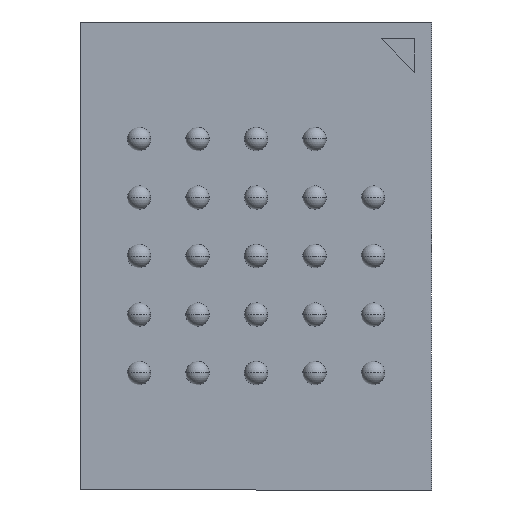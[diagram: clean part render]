
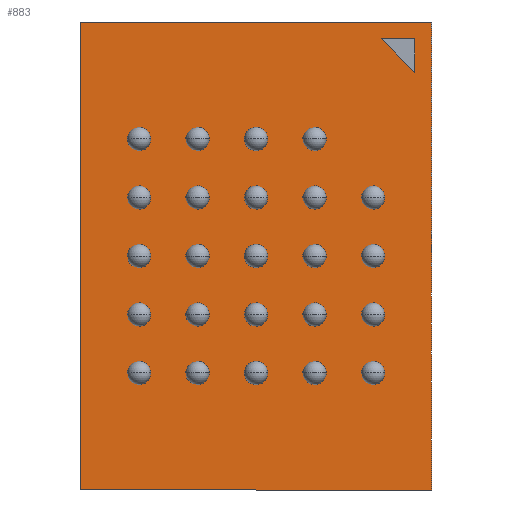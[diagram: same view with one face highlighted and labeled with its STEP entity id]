
A CAD part, front view. The second image highlights one B-rep face of the part: STEP entity #883.
In plain terms, the highlighted planar face has unit normal (0, -1, 0).
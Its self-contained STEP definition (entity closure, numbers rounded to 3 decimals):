
#9 = VECTOR ( 'NONE', #1737, 1000. ) ;
#133 = LINE ( 'NONE', #375, #2284 ) ;
#171 = DIRECTION ( 'NONE',  ( 0., 0., -1. ) ) ;
#317 = CARTESIAN_POINT ( 'NONE',  ( -3., 0., 4. ) ) ;
#333 = ORIENTED_EDGE ( 'NONE', *, *, #1982, .F. ) ;
#364 = DIRECTION ( 'NONE',  ( 0., 1., 0. ) ) ;
#375 = CARTESIAN_POINT ( 'NONE',  ( 3., 0., 4. ) ) ;
#383 = LINE ( 'NONE', #317, #440 ) ;
#440 = VECTOR ( 'NONE', #2205, 1000. ) ;
#447 = ORIENTED_EDGE ( 'NONE', *, *, #2509, .F. ) ;
#532 = LINE ( 'NONE', #1751, #9 ) ;
#548 = CARTESIAN_POINT ( 'NONE',  ( 3., 0., 4. ) ) ;
#555 = CARTESIAN_POINT ( 'NONE',  ( 2.715, 0., 3.138 ) ) ;
#575 = CARTESIAN_POINT ( 'NONE',  ( 2.138, 0., 3.715 ) ) ;
#752 = DIRECTION ( 'NONE',  ( 0.707, 0., -0.707 ) ) ;
#760 = PLANE ( 'NONE',  #2606 ) ;
#855 = VERTEX_POINT ( 'NONE', #555 ) ;
#883 = ADVANCED_FACE ( 'NONE', ( #1816, #1756 ), #760, .F. ) ;
#912 = VERTEX_POINT ( 'NONE', #1757 ) ;
#926 = EDGE_LOOP ( 'NONE', ( #2118, #447, #1633 ) ) ;
#960 = LINE ( 'NONE', #1641, #1892 ) ;
#1007 = LINE ( 'NONE', #2218, #1486 ) ;
#1014 = ORIENTED_EDGE ( 'NONE', *, *, #2303, .F. ) ;
#1179 = VERTEX_POINT ( 'NONE', #1879 ) ;
#1215 = EDGE_LOOP ( 'NONE', ( #2289, #2347, #1014, #333 ) ) ;
#1240 = EDGE_CURVE ( 'NONE', #1646, #2374, #383, .T. ) ;
#1253 = DIRECTION ( 'NONE',  ( 0., 0., 1. ) ) ;
#1486 = VECTOR ( 'NONE', #2422, 1000. ) ;
#1540 = VERTEX_POINT ( 'NONE', #2598 ) ;
#1570 = CARTESIAN_POINT ( 'NONE',  ( 0., 0., 0. ) ) ;
#1633 = ORIENTED_EDGE ( 'NONE', *, *, #1988, .F. ) ;
#1641 = CARTESIAN_POINT ( 'NONE',  ( 2.715, 0., 3.715 ) ) ;
#1646 = VERTEX_POINT ( 'NONE', #1996 ) ;
#1689 = EDGE_CURVE ( 'NONE', #2441, #1646, #1007, .T. ) ;
#1715 = LINE ( 'NONE', #575, #2477 ) ;
#1737 = DIRECTION ( 'NONE',  ( -1., 0., 0. ) ) ;
#1751 = CARTESIAN_POINT ( 'NONE',  ( 2.715, 0., 3.715 ) ) ;
#1756 = FACE_OUTER_BOUND ( 'NONE', #1215, .T. ) ;
#1757 = CARTESIAN_POINT ( 'NONE',  ( 3., 0., 4. ) ) ;
#1781 = DIRECTION ( 'NONE',  ( 0., 0., 1. ) ) ;
#1792 = DIRECTION ( 'NONE',  ( 1., 0., 0. ) ) ;
#1816 = FACE_BOUND ( 'NONE', #926, .T. ) ;
#1879 = CARTESIAN_POINT ( 'NONE',  ( 2.138, 0., 3.715 ) ) ;
#1892 = VECTOR ( 'NONE', #1253, 1000. ) ;
#1982 = EDGE_CURVE ( 'NONE', #2374, #912, #2257, .T. ) ;
#1988 = EDGE_CURVE ( 'NONE', #1179, #855, #1715, .T. ) ;
#1996 = CARTESIAN_POINT ( 'NONE',  ( -3., 0., -4. ) ) ;
#2024 = CARTESIAN_POINT ( 'NONE',  ( -3., 0., 4. ) ) ;
#2042 = CARTESIAN_POINT ( 'NONE',  ( 3., 0., -4. ) ) ;
#2118 = ORIENTED_EDGE ( 'NONE', *, *, #2154, .F. ) ;
#2154 = EDGE_CURVE ( 'NONE', #1540, #1179, #532, .T. ) ;
#2205 = DIRECTION ( 'NONE',  ( 0., 0., 1. ) ) ;
#2218 = CARTESIAN_POINT ( 'NONE',  ( 3., 0., -4. ) ) ;
#2257 = LINE ( 'NONE', #548, #2601 ) ;
#2284 = VECTOR ( 'NONE', #171, 1000. ) ;
#2289 = ORIENTED_EDGE ( 'NONE', *, *, #1240, .F. ) ;
#2303 = EDGE_CURVE ( 'NONE', #912, #2441, #133, .T. ) ;
#2347 = ORIENTED_EDGE ( 'NONE', *, *, #1689, .F. ) ;
#2374 = VERTEX_POINT ( 'NONE', #2024 ) ;
#2422 = DIRECTION ( 'NONE',  ( -1., 0., 0. ) ) ;
#2441 = VERTEX_POINT ( 'NONE', #2042 ) ;
#2477 = VECTOR ( 'NONE', #752, 1000. ) ;
#2509 = EDGE_CURVE ( 'NONE', #855, #1540, #960, .T. ) ;
#2598 = CARTESIAN_POINT ( 'NONE',  ( 2.715, 0., 3.715 ) ) ;
#2601 = VECTOR ( 'NONE', #1792, 1000. ) ;
#2606 = AXIS2_PLACEMENT_3D ( 'NONE', #1570, #364, #1781 ) ;
